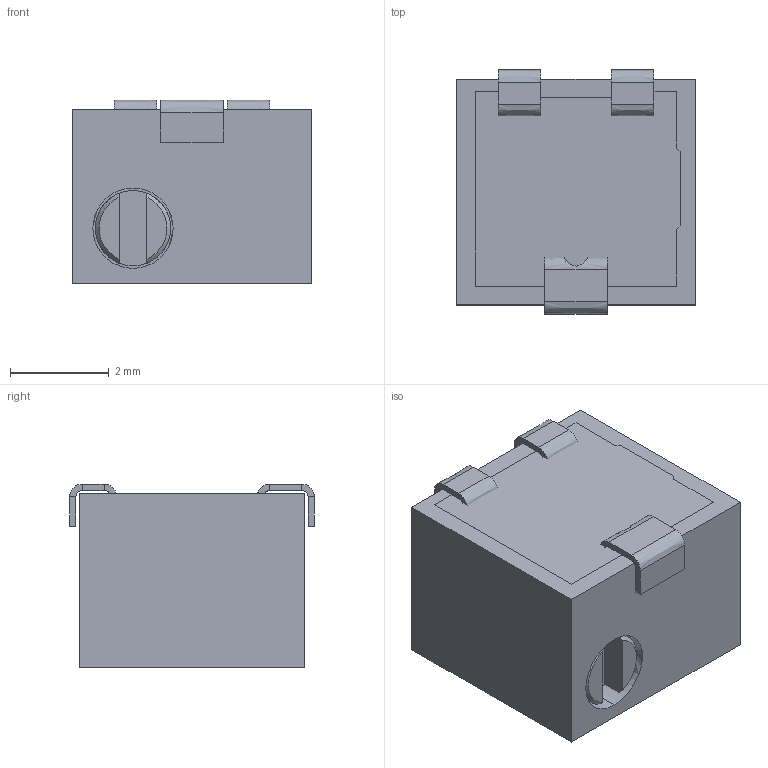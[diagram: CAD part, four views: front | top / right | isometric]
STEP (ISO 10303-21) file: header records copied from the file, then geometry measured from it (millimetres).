
FILE_DESCRIPTION((''),'2;1');
FILE_NAME('3224J001','2011-04-26T',('minhn'),('Bourns, Inc.'),'PRO/ENGINEER BY PARAMETRIC TECHNOLOGY CORPORATION, 2001200','PRO/ENGINEER BY PARAMETRIC TECHNOLOGY CORPORATION, 2001200','');
FILE_SCHEMA(('AUTOMOTIVE_DESIGN_CC2 { 1 2 10303 214 -1 1 5 2 }'));
Length unit declared in the file: inch
Products named in the file (1): 3224J001
Bounding box: 4.83 x 4.95 x 3.71 mm (x, y, z)
Volume: 28.6 mm3; surface area: 232.9 mm2
Topology: 19 solids, 19 shells, 744 faces, 1973 edges, 1288 vertices
Faces by surface type: bspline 744
Entity records: 35750 total; most frequent: CARTESIAN_POINT 15713, ORIENTED_EDGE 3946, EDGE_CURVE 1973, DIRECTION 1311, VERTEX_POINT 1288, VECTOR 1155, LINE 1155, EDGE_LOOP 783
